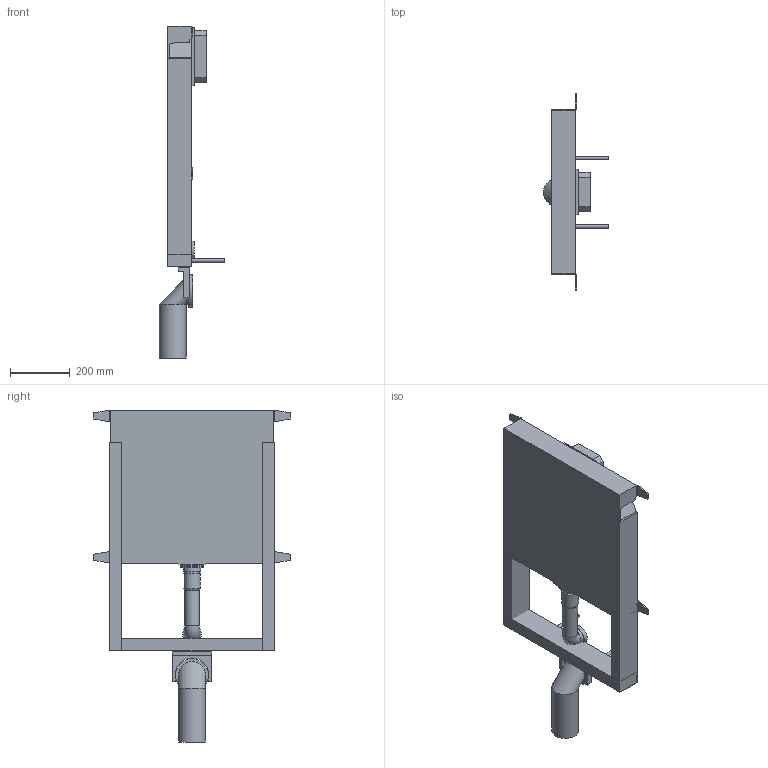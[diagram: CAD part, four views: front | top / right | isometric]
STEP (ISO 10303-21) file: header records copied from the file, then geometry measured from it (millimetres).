
FILE_DESCRIPTION(/* description */ ('Unknown'),/* implementation_level */ '2;1');
FILE_NAME(/* name */ '38729000',/* time_stamp */ '2022-08-29T07:43:14+02:00',/* author */ ('Unknown'),/* organization */ ('GROHE AG'),/* preprocessor_version */ 'ST-DEVELOPER v16.7',/* originating_system */ 'DEX',/* authorisation */ $);
FILE_SCHEMA (('AUTOMOTIVE_DESIGN {1 0 10303 214 3 1 1}'));
Length unit declared in the file: millimetre
Products named in the file (5): 38729000; 38729000_0; 38729000_1; id120
Assembly tree (4 placements, depth 2):
  38729000
    38729000
    38729000_0
    38729000_1
    id120
Bounding box: 220.2 x 660 x 1116 mm (x, y, z)
Volume: 6609209.6 mm3; surface area: 1525660.1 mm2
Topology: 3 solids, 11 shells, 156 faces, 407 edges, 264 vertices
Faces by surface type: plane 129, cylinder 17, cone 8, torus 1, bspline 1
Full cylindrical faces by diameter (mm): 12 x2, 49 x1, 50.003 x1, 53.995 x1, 58 x1, 62.995 x1, 80 x2, 90 x2, 110 x1
Entity records: 5008 total; most frequent: CARTESIAN_POINT 1146, DIRECTION 746, ORIENTED_EDGE 713, EDGE_CURVE 376, LINE 308, VECTOR 308, VERTEX_POINT 254, AXIS2_PLACEMENT_3D 219
